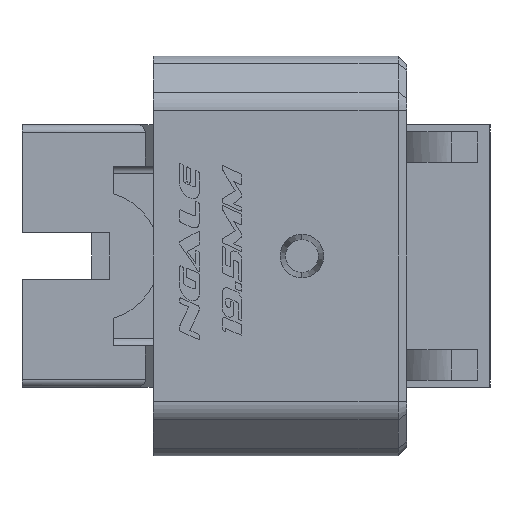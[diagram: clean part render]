
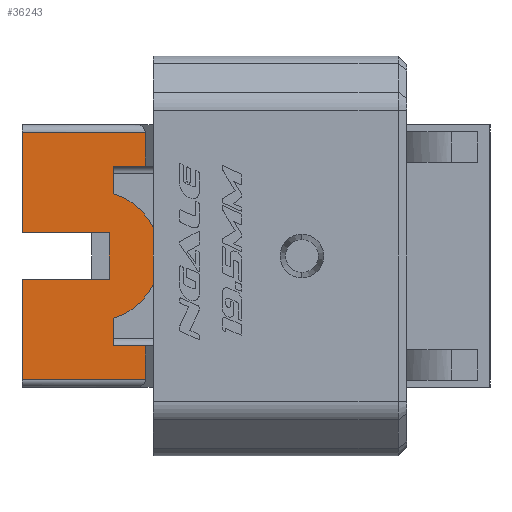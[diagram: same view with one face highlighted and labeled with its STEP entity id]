
A CAD part, left-side view. The second image highlights one B-rep face of the part: STEP entity #36243.
In plain terms, the highlighted planar face has unit normal (-1, 0, 0).
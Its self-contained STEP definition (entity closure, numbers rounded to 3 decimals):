
#646 = ORIENTED_EDGE ( 'NONE', *, *, #11812, .T. ) ;
#812 = EDGE_CURVE ( 'NONE', #2499, #20768, #15945, .T. ) ;
#1159 = VECTOR ( 'NONE', #14827, 1000. ) ;
#1197 = CARTESIAN_POINT ( 'NONE',  ( 54.306, 17.69, 0. ) ) ;
#1522 = LINE ( 'NONE', #33717, #7288 ) ;
#1768 = DIRECTION ( 'NONE',  ( -1., 0., 0. ) ) ;
#2370 = EDGE_CURVE ( 'NONE', #28662, #16802, #26483, .T. ) ;
#2499 = VERTEX_POINT ( 'NONE', #28787 ) ;
#2975 = EDGE_CURVE ( 'NONE', #16727, #12623, #30230, .T. ) ;
#4743 = VECTOR ( 'NONE', #9595, 1000. ) ;
#4791 = VECTOR ( 'NONE', #8938, 1000. ) ;
#5251 = ORIENTED_EDGE ( 'NONE', *, *, #5876, .F. ) ;
#5609 = ORIENTED_EDGE ( 'NONE', *, *, #33744, .T. ) ;
#5617 = VERTEX_POINT ( 'NONE', #7421 ) ;
#5811 = LINE ( 'NONE', #17765, #14891 ) ;
#5876 = EDGE_CURVE ( 'NONE', #11226, #20768, #20916, .T. ) ;
#6988 = AXIS2_PLACEMENT_3D ( 'NONE', #13334, #1768, #25101 ) ;
#7163 = PLANE ( 'NONE',  #30402 ) ;
#7288 = VECTOR ( 'NONE', #18679, 1000. ) ;
#7300 = ORIENTED_EDGE ( 'NONE', *, *, #21280, .F. ) ;
#7421 = CARTESIAN_POINT ( 'NONE',  ( 54.306, 31.564, 10.275 ) ) ;
#7745 = VERTEX_POINT ( 'NONE', #12621 ) ;
#8173 = VECTOR ( 'NONE', #20116, 1000. ) ;
#8588 = DIRECTION ( 'NONE',  ( 0., 0., 1. ) ) ;
#8813 = VECTOR ( 'NONE', #36615, 1000. ) ;
#8888 = ORIENTED_EDGE ( 'NONE', *, *, #30745, .F. ) ;
#8938 = DIRECTION ( 'NONE',  ( 0., -1., 0. ) ) ;
#9585 = DIRECTION ( 'NONE',  ( 0., 1., 0. ) ) ;
#9595 = DIRECTION ( 'NONE',  ( 0., 0., 1. ) ) ;
#9609 = VECTOR ( 'NONE', #29798, 1000. ) ;
#10048 = CARTESIAN_POINT ( 'NONE',  ( 54.306, 27.9, -14.1 ) ) ;
#10257 = ORIENTED_EDGE ( 'NONE', *, *, #33033, .F. ) ;
#10419 = CARTESIAN_POINT ( 'NONE',  ( 54.306, 42., 0. ) ) ;
#10690 = DIRECTION ( 'NONE',  ( 0., -1., 0. ) ) ;
#11024 = VECTOR ( 'NONE', #10690, 1000. ) ;
#11226 = VERTEX_POINT ( 'NONE', #20586 ) ;
#11812 = EDGE_CURVE ( 'NONE', #12623, #28394, #17400, .T. ) ;
#11870 = VECTOR ( 'NONE', #33945, 1000. ) ;
#12384 = DIRECTION ( 'NONE',  ( -1., 0., 0. ) ) ;
#12621 = CARTESIAN_POINT ( 'NONE',  ( 54.306, 31.564, 7.133 ) ) ;
#12623 = VERTEX_POINT ( 'NONE', #15506 ) ;
#12683 = CARTESIAN_POINT ( 'NONE',  ( 54.306, 27.9, -8.8 ) ) ;
#12710 = LINE ( 'NONE', #15984, #8813 ) ;
#13334 = CARTESIAN_POINT ( 'NONE',  ( 54.306, 33.695, 0. ) ) ;
#14827 = DIRECTION ( 'NONE',  ( 0., 0., -1. ) ) ;
#14891 = VECTOR ( 'NONE', #28984, 1000. ) ;
#15506 = CARTESIAN_POINT ( 'NONE',  ( 54.306, 27.9, -10.275 ) ) ;
#15541 = CARTESIAN_POINT ( 'NONE',  ( 54.306, 42., 14.1 ) ) ;
#15945 = LINE ( 'NONE', #36376, #17815 ) ;
#15959 = CARTESIAN_POINT ( 'NONE',  ( 54.306, 42., -2.65 ) ) ;
#15984 = CARTESIAN_POINT ( 'NONE',  ( 54.306, 31.564, 22.351 ) ) ;
#16021 = LINE ( 'NONE', #29505, #1159 ) ;
#16040 = FACE_OUTER_BOUND ( 'NONE', #30113, .T. ) ;
#16216 = LINE ( 'NONE', #10419, #11870 ) ;
#16432 = EDGE_CURVE ( 'NONE', #16802, #20644, #25539, .T. ) ;
#16727 = VERTEX_POINT ( 'NONE', #10048 ) ;
#16802 = VERTEX_POINT ( 'NONE', #30496 ) ;
#17400 = LINE ( 'NONE', #35337, #19422 ) ;
#17765 = CARTESIAN_POINT ( 'NONE',  ( 54.306, 17.69, 10.275 ) ) ;
#17815 = VECTOR ( 'NONE', #9585, 1000. ) ;
#17896 = VECTOR ( 'NONE', #8588, 1000. ) ;
#18010 = CARTESIAN_POINT ( 'NONE',  ( 54.306, 42., 0. ) ) ;
#18679 = DIRECTION ( 'NONE',  ( 0., -1., 0. ) ) ;
#18870 = CARTESIAN_POINT ( 'NONE',  ( 54.306, 32., 2.65 ) ) ;
#19165 = CARTESIAN_POINT ( 'NONE',  ( 54.306, 31.564, -7.133 ) ) ;
#19422 = VECTOR ( 'NONE', #26098, 1000. ) ;
#20116 = DIRECTION ( 'NONE',  ( 0., 0., 1. ) ) ;
#20586 = CARTESIAN_POINT ( 'NONE',  ( 54.306, 42., 2.65 ) ) ;
#20644 = VERTEX_POINT ( 'NONE', #18870 ) ;
#20667 = EDGE_CURVE ( 'NONE', #11226, #20644, #1522, .T. ) ;
#20768 = VERTEX_POINT ( 'NONE', #15541 ) ;
#20916 = LINE ( 'NONE', #18010, #9609 ) ;
#21088 = ORIENTED_EDGE ( 'NONE', *, *, #2370, .F. ) ;
#21280 = EDGE_CURVE ( 'NONE', #5617, #7745, #16021, .T. ) ;
#21557 = VERTEX_POINT ( 'NONE', #27951 ) ;
#21693 = EDGE_CURVE ( 'NONE', #21557, #16727, #25350, .T. ) ;
#23444 = LINE ( 'NONE', #26725, #17896 ) ;
#23602 = CARTESIAN_POINT ( 'NONE',  ( 54.306, 42., -2.65 ) ) ;
#24680 = EDGE_CURVE ( 'NONE', #34382, #2499, #23444, .T. ) ;
#24835 = VERTEX_POINT ( 'NONE', #19165 ) ;
#25101 = DIRECTION ( 'NONE',  ( 0., -1., 0. ) ) ;
#25350 = LINE ( 'NONE', #37108, #11024 ) ;
#25539 = LINE ( 'NONE', #31705, #8173 ) ;
#25621 = ORIENTED_EDGE ( 'NONE', *, *, #20667, .T. ) ;
#26098 = DIRECTION ( 'NONE',  ( 0., 1., 0. ) ) ;
#26241 = ORIENTED_EDGE ( 'NONE', *, *, #812, .T. ) ;
#26382 = CARTESIAN_POINT ( 'NONE',  ( 54.306, 27.9, 10.275 ) ) ;
#26483 = LINE ( 'NONE', #23602, #4791 ) ;
#26725 = CARTESIAN_POINT ( 'NONE',  ( 54.306, 27.9, 15. ) ) ;
#27243 = DIRECTION ( 'NONE',  ( 0., -1., 0. ) ) ;
#27951 = CARTESIAN_POINT ( 'NONE',  ( 54.306, 42., -14.1 ) ) ;
#28165 = CARTESIAN_POINT ( 'NONE',  ( 54.306, 31.564, -10.275 ) ) ;
#28394 = VERTEX_POINT ( 'NONE', #28165 ) ;
#28662 = VERTEX_POINT ( 'NONE', #15959 ) ;
#28787 = CARTESIAN_POINT ( 'NONE',  ( 54.306, 27.9, 14.1 ) ) ;
#28984 = DIRECTION ( 'NONE',  ( 0., 1., 0. ) ) ;
#29505 = CARTESIAN_POINT ( 'NONE',  ( 54.306, 31.564, 22.351 ) ) ;
#29798 = DIRECTION ( 'NONE',  ( 0., 0., 1. ) ) ;
#30113 = EDGE_LOOP ( 'NONE', ( #646, #10257, #5609, #7300, #8888, #30887, #26241, #5251, #25621, #32573, #21088, #36799, #31520, #37871 ) ) ;
#30230 = LINE ( 'NONE', #12683, #4743 ) ;
#30402 = AXIS2_PLACEMENT_3D ( 'NONE', #1197, #12384, #27243 ) ;
#30407 = CIRCLE ( 'NONE', #6988, 7.445 ) ;
#30496 = CARTESIAN_POINT ( 'NONE',  ( 54.306, 32., -2.65 ) ) ;
#30745 = EDGE_CURVE ( 'NONE', #34382, #5617, #5811, .T. ) ;
#30887 = ORIENTED_EDGE ( 'NONE', *, *, #24680, .T. ) ;
#31520 = ORIENTED_EDGE ( 'NONE', *, *, #21693, .T. ) ;
#31664 = EDGE_CURVE ( 'NONE', #21557, #28662, #16216, .T. ) ;
#31705 = CARTESIAN_POINT ( 'NONE',  ( 54.306, 32., 0. ) ) ;
#32573 = ORIENTED_EDGE ( 'NONE', *, *, #16432, .F. ) ;
#33033 = EDGE_CURVE ( 'NONE', #24835, #28394, #12710, .T. ) ;
#33717 = CARTESIAN_POINT ( 'NONE',  ( 54.306, 42., 2.65 ) ) ;
#33744 = EDGE_CURVE ( 'NONE', #24835, #7745, #30407, .T. ) ;
#33945 = DIRECTION ( 'NONE',  ( 0., 0., 1. ) ) ;
#34382 = VERTEX_POINT ( 'NONE', #26382 ) ;
#35337 = CARTESIAN_POINT ( 'NONE',  ( 54.306, 17.69, -10.275 ) ) ;
#36243 = ADVANCED_FACE ( 'NONE', ( #16040 ), #7163, .T. ) ;
#36376 = CARTESIAN_POINT ( 'NONE',  ( 54.306, 42., 14.1 ) ) ;
#36615 = DIRECTION ( 'NONE',  ( 0., 0., -1. ) ) ;
#36799 = ORIENTED_EDGE ( 'NONE', *, *, #31664, .F. ) ;
#37108 = CARTESIAN_POINT ( 'NONE',  ( 54.306, 17.69, -14.1 ) ) ;
#37871 = ORIENTED_EDGE ( 'NONE', *, *, #2975, .T. ) ;
